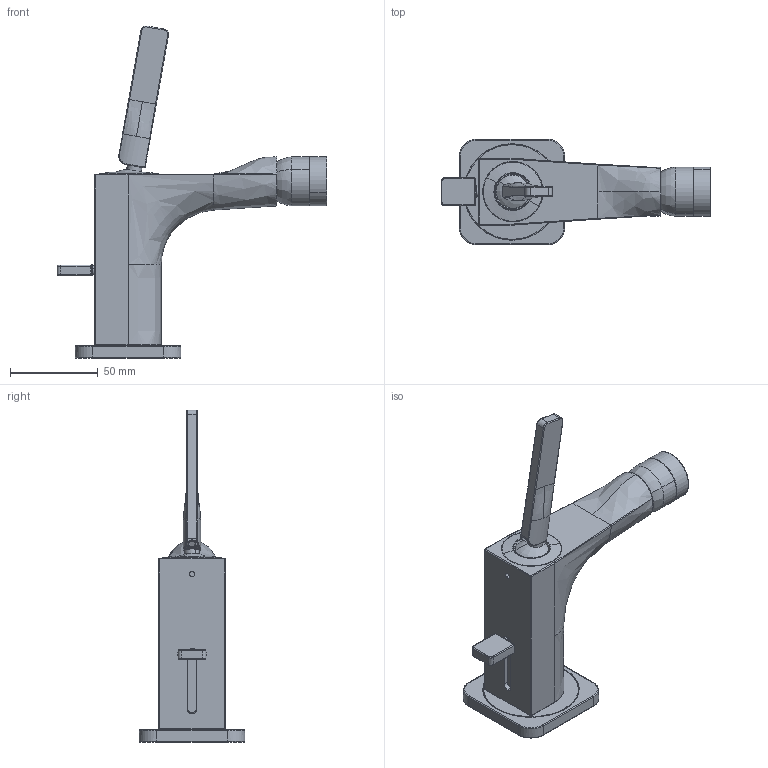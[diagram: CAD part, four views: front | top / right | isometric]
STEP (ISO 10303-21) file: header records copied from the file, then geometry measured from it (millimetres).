
FILE_DESCRIPTION(('CAx-IF Rec.Pracs.---Model Styling and Organization---1.2---2011-12-15','CAx-IF Rec.Pracs.---Geometric and Assembly Validation Properties---4.1---2014-06-16','CAx-IF Rec.Pracs.---PMI Polyline Presentation---2.0---2013-05-24'),'2;1');
FILE_NAME('1000083534_PPR_000.stp','2022-02-02T14:06:11+01:00',(''),(''),'STEP Interface 4.3 by CT CoreTechnologie','3D_Evolution4.3 by CT CoreTechnologie','');
FILE_SCHEMA(('AP203_CONFIGURATION_CONTROLLED_3D_DESIGN_OF_MECHANICAL_PARTS_AND_ASSEMBLIES_MIM_LF'));
Length unit declared in the file: millimetre
Products named in the file (17): P_2 AX Citterio E Bidetmischer 1000083534_PPR_000_A1; P_2 GK_BDM Axor Citterio Universal 1000083535_PPA_000_A0; P_2 Gleitstueck WTM Citterio 2 1000083323_PPA_000_A0; P_2 Abdeckring WTM Citterio 2 1000083316_PPA_000_A0; Gewindestift mit Zapfen DIN915-M6x6-A2 1000000103_PPA_000_A0; P_2 Zugknopf_WTM_Axor Citt. Univ. (R03) 1000083526_PPA_000_A0; P_2 Rosette_WTM_Axor Citterio Universal 1000083313_PPA_000_A0; P_2 Griff kpl. WTM Axor Citterio Univers 1000083329_PPR_000_A0; P_2 Griff WTM AX Citterio Universal 1000083326_PPA_000_A0; P_2 Blende WTM Citterio 1000083324_PPA_000_A0; SR_STD_SC_2,2gpm-air_gelb 1000029282_PPR_000_A1; SR_STD_SC_2,2gpm-air_gelb 1000063090_PPA_000_A0; Flachdichtung d15xD21,3 (EB-2,4) 1000029262_PPA_000_A1; P_2 Kugelgelenk Bidet Starck M24x1 1000083542_PPR_000_A0; P_2 Hülse Kugelgelenk Bidet Starck 1000083541_PPA_000_A0; Huelse_WTM_Axor Citterio Universal 1000080126_PPA_000_A1; P_2 Perlatorhuelse Starck M24x1 1000086237_PPA_000_A0
Assembly tree (16 placements, depth 3):
  P_2 AX Citterio E Bidetmischer 1000083534_PPR_000_A1
    P_2 GK_BDM Axor Citterio Universal 1000083535_PPA_000_A0
    P_2 Gleitstueck WTM Citterio 2 1000083323_PPA_000_A0
    P_2 Abdeckring WTM Citterio 2 1000083316_PPA_000_A0
    Gewindestift mit Zapfen DIN915-M6x6-A2 1000000103_PPA_000_A0
    P_2 Zugknopf_WTM_Axor Citt. Univ. (R03) 1000083526_PPA_000_A0
    P_2 Rosette_WTM_Axor Citterio Universal 1000083313_PPA_000_A0
    P_2 Griff kpl. WTM Axor Citterio Univers 1000083329_PPR_000_A0
      P_2 Griff WTM AX Citterio Universal 1000083326_PPA_000_A0
      P_2 Blende WTM Citterio 1000083324_PPA_000_A0
    SR_STD_SC_2,2gpm-air_gelb 1000029282_PPR_000_A1
      SR_STD_SC_2,2gpm-air_gelb 1000063090_PPA_000_A0
      Flachdichtung d15xD21,3 (EB-2,4) 1000029262_PPA_000_A1
    P_2 Kugelgelenk Bidet Starck M24x1 1000083542_PPR_000_A0
      P_2 Hülse Kugelgelenk Bidet Starck 1000083541_PPA_000_A0
    Huelse_WTM_Axor Citterio Universal 1000080126_PPA_000_A1
    P_2 Perlatorhuelse Starck M24x1 1000086237_PPA_000_A0
Bounding box: 154.03 x 60.47 x 189.51 mm (x, y, z)
Volume: 222069 mm3; surface area: 49473 mm2
Topology: 13 solids, 13 shells, 1178 faces, 3075 edges, 1918 vertices
Faces by surface type: plane 507, cylinder 403, bspline 268
Entity records: 72852 total; most frequent: CARTESIAN_POINT 30348, ORIENTED_EDGE 6122, DIRECTION 6009, EDGE_CURVE 3061, AXIS2_PLACEMENT_3D 2135, VERTEX_POINT 1918, VECTOR 1739, LINE 1739
